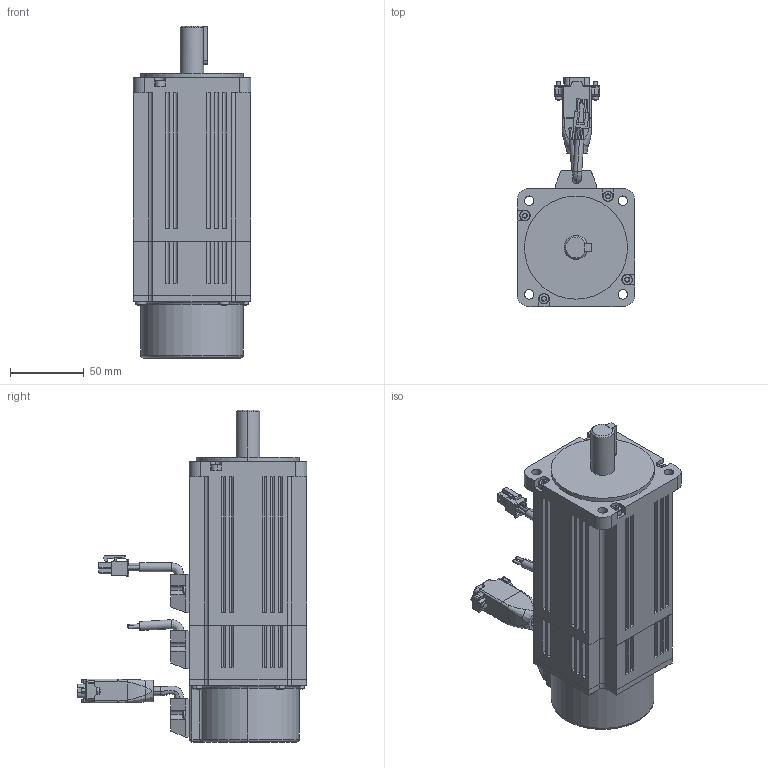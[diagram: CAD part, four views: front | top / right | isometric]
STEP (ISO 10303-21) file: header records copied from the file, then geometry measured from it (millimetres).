
FILE_DESCRIPTION (( 'STEP AP214' ), '1' );
FILE_NAME ('EP80-2B-BX2500-CB-001.STEP', '2022-03-01T22:59:05', ( '' ), ( '' ), 'SwSTEP 2.0', 'SolidWorks 2019', '' );
FILE_SCHEMA (( 'AUTOMOTIVE_DESIGN' ));
Length unit declared in the file: millimetre
Products named in the file (15): EP80-2B-BX2500-CB-001; M4X5-5-N; cross recessed small pan head screws gb_GB_CROSS_SCREWS_TYPE3 M3X5-5-N; brake; M4 x 8 SHCS_91290A140; Brake cable; Power cable; 5748677-1; 39-01-2040; EP80 end bell; key 5 mm; MP80-2B; Encoder cable; Cable stain relief; 748364-1
Assembly tree (25 placements, depth 2):
  EP80-2B-BX2500-CB-001
    MP80-2B
    EP80 end bell
    M4X5-5-N  x4
    Cable stain relief  x3
    cross recessed small pan head screws gb_GB_CROSS_SCREWS_TYPE3 M3X5-5-N  x4
    Power cable
    Encoder cable
    M4 x 8 SHCS_91290A140  x4
    39-01-2040
    5748677-1
    748364-1
    brake
    Brake cable
    key 5 mm
Bounding box: 80 x 155.99 x 225.4 mm (x, y, z)
Volume: 897269.5 mm3; surface area: 164415.5 mm2
Topology: 21 solids, 29 shells, 1712 faces, 4421 edges, 2893 vertices
Faces by surface type: plane 889, cylinder 653, bspline 90, cone 66, torus 12, sphere 2
Entity records: 43025 total; most frequent: CARTESIAN_POINT 11670, ORIENTED_EDGE 6454, DIRECTION 6256, EDGE_CURVE 3234, VERTEX_POINT 2118, LINE 2110, VECTOR 2110, AXIS2_PLACEMENT_3D 2073
